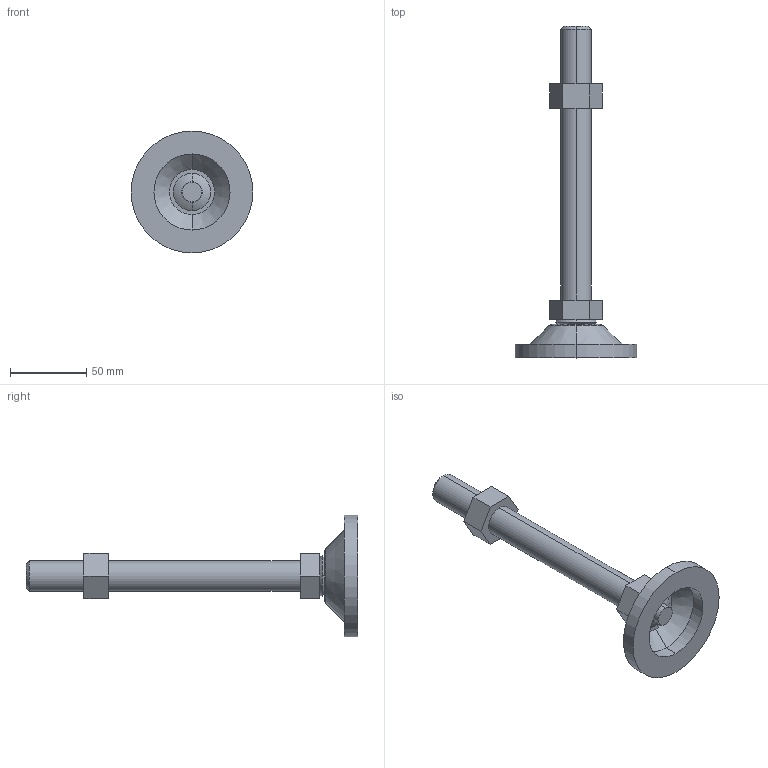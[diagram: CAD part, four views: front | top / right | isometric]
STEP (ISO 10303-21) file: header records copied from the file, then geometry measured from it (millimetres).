
FILE_DESCRIPTION (( 'STEP AP203' ), '1' );
FILE_NAME ('K-1277-A-20-180.STEP', '2023-04-18T01:14:42', ( '' ), ( '' ), 'SwSTEP 2.0', 'SolidWorks 2021', '' );
FILE_SCHEMA (( 'CONFIG_CONTROL_DESIGN' ));
Length unit declared in the file: millimetre
Products named in the file (5): K-1277-A-20僔儍僼僩__K-1277-A-20-180; K-1277-Aボトム_; K-1277-A-20僫僢僩_; K-1277-A-20-180; K-1277-A儚僢僔儍乕嫟捠
Assembly tree (4 placements, depth 2):
  K-1277-A-20-180
    K-1277-Aボトム_
    K-1277-A-20僔儍僼僩__K-1277-A-20-180
    K-1277-A儚僢僔儍乕嫟捠
    K-1277-A-20僫僢僩_
Bounding box: 80 x 218 x 80 mm (x, y, z)
Volume: 114829.4 mm3; surface area: 34343.8 mm2
Topology: 4 solids, 4 shells, 56 faces, 130 edges, 84 vertices
Faces by surface type: plane 22, cylinder 12, cone 10, torus 6, sphere 6
Entity records: 2157 total; most frequent: DIRECTION 328, CARTESIAN_POINT 277, ORIENTED_EDGE 260, AXIS2_PLACEMENT_3D 135, EDGE_CURVE 130, VERTEX_POINT 84, CIRCLE 72, EDGE_LOOP 64
